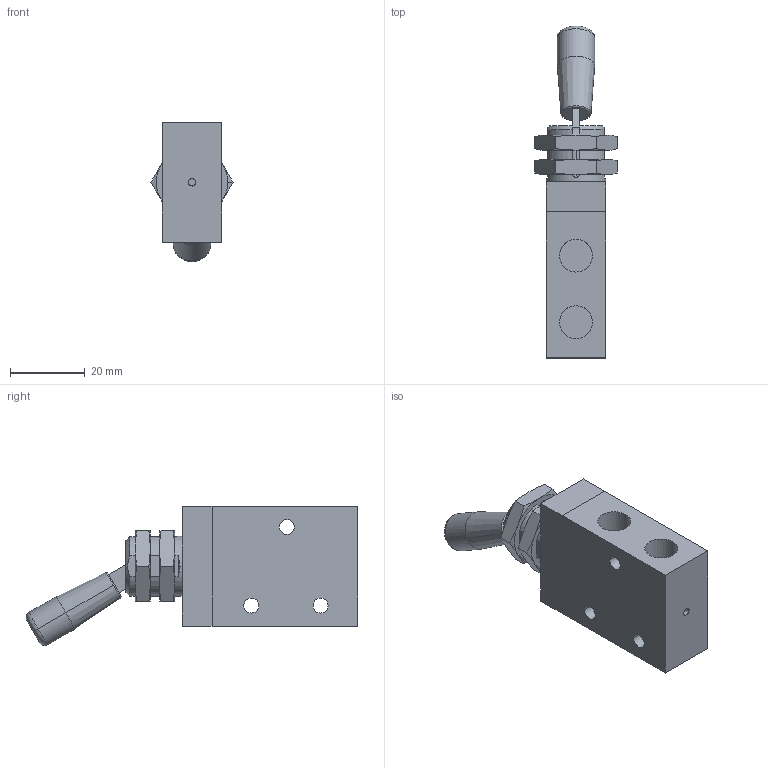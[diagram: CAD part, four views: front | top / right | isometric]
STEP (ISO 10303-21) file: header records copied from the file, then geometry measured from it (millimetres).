
FILE_DESCRIPTION (( 'STEP AP214' ), '1' );
FILE_NAME ('05_169_4.STEP', '2016-02-29T07:52:03', ( '' ), ( '' ), 'SwSTEP 2.0', 'SolidWorks 2016', '' );
FILE_SCHEMA (( 'AUTOMOTIVE_DESIGN' ));
Length unit declared in the file: millimetre
Products named in the file (1): 05_169_4
Bounding box: 21.94 x 88.69 x 37.18 mm (x, y, z)
Volume: 27524.2 mm3; surface area: 10748 mm2
Topology: 4 solids, 4 shells, 338 faces, 832 edges, 512 vertices
Faces by surface type: cone 147, cylinder 95, plane 86, torus 10
Entity records: 10461 total; most frequent: CARTESIAN_POINT 1985, DIRECTION 1858, ORIENTED_EDGE 1656, EDGE_CURVE 828, AXIS2_PLACEMENT_3D 753, VERTEX_POINT 512, CIRCLE 414, EDGE_LOOP 360
